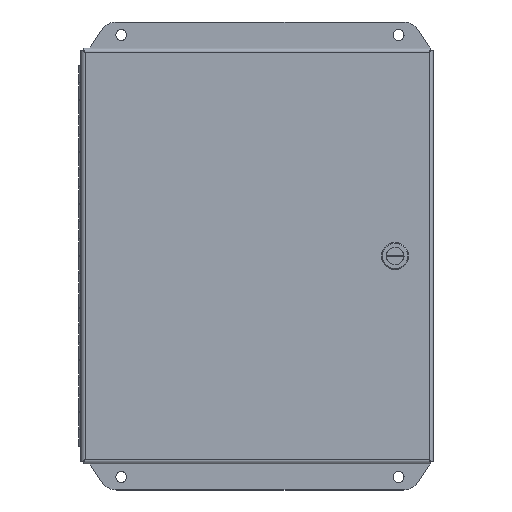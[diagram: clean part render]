
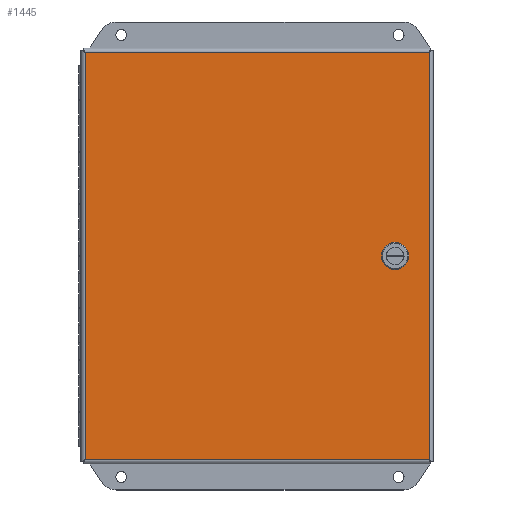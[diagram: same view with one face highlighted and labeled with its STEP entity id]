
A CAD part, front view. The second image highlights one B-rep face of the part: STEP entity #1445.
In plain terms, the highlighted planar face has unit normal (0, -1, 0).
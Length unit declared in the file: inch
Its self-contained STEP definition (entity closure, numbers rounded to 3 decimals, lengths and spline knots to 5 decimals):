
#252 = LINE ( 'NONE', #11926, #14363 ) ;
#723 = LINE ( 'NONE', #10034, #17700 ) ;
#745 = CARTESIAN_POINT ( 'NONE',  ( -5.0455, -5.61697, -5.8785 ) ) ;
#1105 = CARTESIAN_POINT ( 'NONE',  ( 3.97559, -5.61697, 0.331 ) ) ;
#1230 = CARTESIAN_POINT ( 'NONE',  ( 4.8785, -5.61697, -5.8785 ) ) ;
#1445 = ADVANCED_FACE ( 'NONE', ( #19739, #21592 ), #6456, .T. ) ;
#1557 = EDGE_CURVE ( 'NONE', #19603, #8668, #4714, .T. ) ;
#1572 = DIRECTION ( 'NONE',  ( -1., 0., 0. ) ) ;
#1702 = DIRECTION ( 'NONE',  ( -0.707, 0., 0.707 ) ) ;
#1840 = ORIENTED_EDGE ( 'NONE', *, *, #20093, .F. ) ;
#2784 = EDGE_LOOP ( 'NONE', ( #15371, #3854, #12979, #10663 ) ) ;
#2933 = EDGE_CURVE ( 'NONE', #20748, #22917, #23367, .T. ) ;
#3031 = EDGE_LOOP ( 'NONE', ( #17310, #1840, #3141, #19225, #10282, #12087, #13446, #10848 ) ) ;
#3141 = ORIENTED_EDGE ( 'NONE', *, *, #23006, .F. ) ;
#3209 = DIRECTION ( 'NONE',  ( -0.707, 0., -0.707 ) ) ;
#3442 = LINE ( 'NONE', #6933, #17569 ) ;
#3503 = DIRECTION ( 'NONE',  ( 0., 0., 1. ) ) ;
#3658 = LINE ( 'NONE', #7153, #13584 ) ;
#3854 = ORIENTED_EDGE ( 'NONE', *, *, #11522, .T. ) ;
#4216 = DIRECTION ( 'NONE',  ( 0., -1., 0. ) ) ;
#4660 = VECTOR ( 'NONE', #3503, 39.37008 ) ;
#4714 = LINE ( 'NONE', #22197, #7673 ) ;
#4993 = CARTESIAN_POINT ( 'NONE',  ( -5.0455, -5.61697, -5.8785 ) ) ;
#5159 = EDGE_CURVE ( 'NONE', #23083, #20647, #3442, .T. ) ;
#5347 = VECTOR ( 'NONE', #14438, 39.37008 ) ;
#5367 = LINE ( 'NONE', #12581, #4660 ) ;
#5898 = VECTOR ( 'NONE', #12941, 39.37008 ) ;
#6136 = CARTESIAN_POINT ( 'NONE',  ( -5.0455, -5.61697, 5.8785 ) ) ;
#6456 = PLANE ( 'NONE',  #17803 ) ;
#6933 = CARTESIAN_POINT ( 'NONE',  ( 3.97559, -5.61697, 0.331 ) ) ;
#7130 = DIRECTION ( 'NONE',  ( 0., 0., -1. ) ) ;
#7153 = CARTESIAN_POINT ( 'NONE',  ( 3.97559, -5.61697, -0.331 ) ) ;
#7643 = CARTESIAN_POINT ( 'NONE',  ( 4.8785, -5.61697, -5.8785 ) ) ;
#7673 = VECTOR ( 'NONE', #3209, 39.37008 ) ;
#7801 = DIRECTION ( 'NONE',  ( -1., 0., 0. ) ) ;
#8011 = VERTEX_POINT ( 'NONE', #23378 ) ;
#8155 = VECTOR ( 'NONE', #22778, 39.37008 ) ;
#8668 = VERTEX_POINT ( 'NONE', #13773 ) ;
#9234 = CARTESIAN_POINT ( 'NONE',  ( 4.231, -5.61697, 0.07559 ) ) ;
#9507 = LINE ( 'NONE', #7643, #8155 ) ;
#10034 = CARTESIAN_POINT ( 'NONE',  ( 3.82441, -5.61697, 0.331 ) ) ;
#10282 = ORIENTED_EDGE ( 'NONE', *, *, #15704, .F. ) ;
#10308 = DIRECTION ( 'NONE',  ( 0., 0., -1. ) ) ;
#10663 = ORIENTED_EDGE ( 'NONE', *, *, #23522, .T. ) ;
#10848 = ORIENTED_EDGE ( 'NONE', *, *, #17411, .F. ) ;
#11361 = CARTESIAN_POINT ( 'NONE',  ( 3.82441, -5.61697, 0.331 ) ) ;
#11408 = CARTESIAN_POINT ( 'NONE',  ( 3.97559, -5.61697, -0.331 ) ) ;
#11485 = CARTESIAN_POINT ( 'NONE',  ( -5.0455, -5.61697, 5.8785 ) ) ;
#11522 = EDGE_CURVE ( 'NONE', #12642, #20748, #13238, .T. ) ;
#11806 = DIRECTION ( 'NONE',  ( 0.707, 0., 0.707 ) ) ;
#11926 = CARTESIAN_POINT ( 'NONE',  ( 4.231, -5.61697, -0.07559 ) ) ;
#12087 = ORIENTED_EDGE ( 'NONE', *, *, #5159, .F. ) ;
#12581 = CARTESIAN_POINT ( 'NONE',  ( 4.231, -5.61697, 0.07559 ) ) ;
#12642 = VERTEX_POINT ( 'NONE', #13118 ) ;
#12941 = DIRECTION ( 'NONE',  ( 1., 0., 0. ) ) ;
#12979 = ORIENTED_EDGE ( 'NONE', *, *, #2933, .T. ) ;
#13064 = VERTEX_POINT ( 'NONE', #20766 ) ;
#13118 = CARTESIAN_POINT ( 'NONE',  ( 4.8785, -5.61697, 5.8785 ) ) ;
#13161 = VECTOR ( 'NONE', #23224, 39.37008 ) ;
#13238 = LINE ( 'NONE', #11485, #22563 ) ;
#13446 = ORIENTED_EDGE ( 'NONE', *, *, #16701, .F. ) ;
#13584 = VECTOR ( 'NONE', #14718, 39.37008 ) ;
#13773 = CARTESIAN_POINT ( 'NONE',  ( 3.569, -5.61697, 0.07559 ) ) ;
#14331 = VERTEX_POINT ( 'NONE', #11408 ) ;
#14363 = VECTOR ( 'NONE', #11806, 39.37008 ) ;
#14438 = DIRECTION ( 'NONE',  ( 0., 0., -1. ) ) ;
#14698 = LINE ( 'NONE', #18547, #18701 ) ;
#14718 = DIRECTION ( 'NONE',  ( 1., 0., 0. ) ) ;
#14946 = EDGE_CURVE ( 'NONE', #24433, #12642, #9507, .T. ) ;
#15371 = ORIENTED_EDGE ( 'NONE', *, *, #14946, .T. ) ;
#15666 = LINE ( 'NONE', #22852, #13161 ) ;
#15704 = EDGE_CURVE ( 'NONE', #20647, #19603, #723, .T. ) ;
#15995 = VERTEX_POINT ( 'NONE', #16597 ) ;
#16597 = CARTESIAN_POINT ( 'NONE',  ( 3.82441, -5.61697, -0.331 ) ) ;
#16701 = EDGE_CURVE ( 'NONE', #13064, #23083, #5367, .T. ) ;
#17310 = ORIENTED_EDGE ( 'NONE', *, *, #19607, .F. ) ;
#17341 = CARTESIAN_POINT ( 'NONE',  ( -5.0455, -5.61697, -5.8785 ) ) ;
#17411 = EDGE_CURVE ( 'NONE', #14331, #13064, #252, .T. ) ;
#17569 = VECTOR ( 'NONE', #1702, 39.37008 ) ;
#17700 = VECTOR ( 'NONE', #7801, 39.37008 ) ;
#17803 = AXIS2_PLACEMENT_3D ( 'NONE', #745, #4216, #10308 ) ;
#18547 = CARTESIAN_POINT ( 'NONE',  ( 3.569, -5.61697, -0.07559 ) ) ;
#18701 = VECTOR ( 'NONE', #7130, 39.37008 ) ;
#19225 = ORIENTED_EDGE ( 'NONE', *, *, #1557, .F. ) ;
#19603 = VERTEX_POINT ( 'NONE', #11361 ) ;
#19607 = EDGE_CURVE ( 'NONE', #15995, #14331, #3658, .T. ) ;
#19739 = FACE_BOUND ( 'NONE', #3031, .T. ) ;
#20093 = EDGE_CURVE ( 'NONE', #8011, #15995, #15666, .T. ) ;
#20378 = LINE ( 'NONE', #22357, #5898 ) ;
#20647 = VERTEX_POINT ( 'NONE', #1105 ) ;
#20748 = VERTEX_POINT ( 'NONE', #6136 ) ;
#20766 = CARTESIAN_POINT ( 'NONE',  ( 4.231, -5.61697, -0.07559 ) ) ;
#21592 = FACE_OUTER_BOUND ( 'NONE', #2784, .T. ) ;
#22197 = CARTESIAN_POINT ( 'NONE',  ( 3.569, -5.61697, 0.07559 ) ) ;
#22357 = CARTESIAN_POINT ( 'NONE',  ( -5.0455, -5.61697, -5.8785 ) ) ;
#22563 = VECTOR ( 'NONE', #1572, 39.37008 ) ;
#22778 = DIRECTION ( 'NONE',  ( 0., 0., 1. ) ) ;
#22852 = CARTESIAN_POINT ( 'NONE',  ( 3.82441, -5.61697, -0.331 ) ) ;
#22917 = VERTEX_POINT ( 'NONE', #17341 ) ;
#23006 = EDGE_CURVE ( 'NONE', #8668, #8011, #14698, .T. ) ;
#23083 = VERTEX_POINT ( 'NONE', #9234 ) ;
#23224 = DIRECTION ( 'NONE',  ( 0.707, 0., -0.707 ) ) ;
#23367 = LINE ( 'NONE', #4993, #5347 ) ;
#23378 = CARTESIAN_POINT ( 'NONE',  ( 3.569, -5.61697, -0.07559 ) ) ;
#23522 = EDGE_CURVE ( 'NONE', #22917, #24433, #20378, .T. ) ;
#24433 = VERTEX_POINT ( 'NONE', #1230 ) ;
